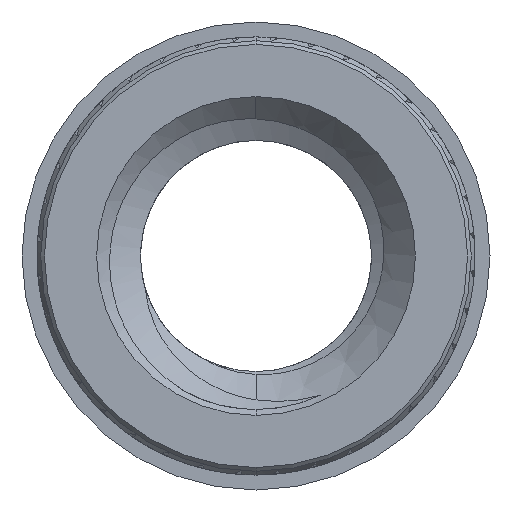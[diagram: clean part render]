
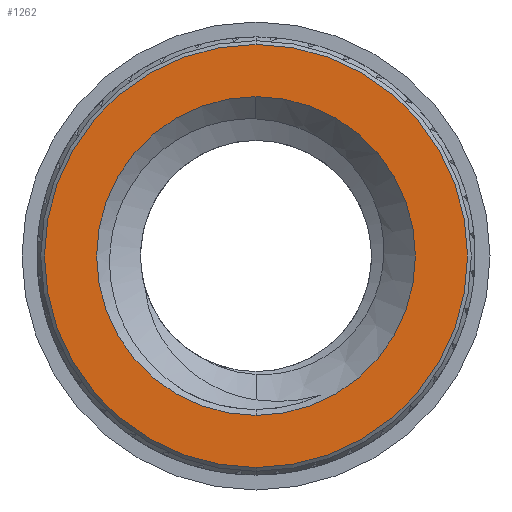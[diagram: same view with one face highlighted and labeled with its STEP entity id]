
A CAD part, front view. The second image highlights one B-rep face of the part: STEP entity #1262.
In plain terms, the highlighted planar face has unit normal (0, -1, 0).
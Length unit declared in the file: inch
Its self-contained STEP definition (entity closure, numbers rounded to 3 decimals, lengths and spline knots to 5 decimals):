
#436 = CIRCLE ( 'NONE', #11311, 0.113 ) ;
#512 = ORIENTED_EDGE ( 'NONE', *, *, #9158, .T. ) ;
#965 = CARTESIAN_POINT ( 'NONE',  ( 0., -0.185, 0. ) ) ;
#1250 = DIRECTION ( 'NONE',  ( 0., 1., 0. ) ) ;
#1262 = ADVANCED_FACE ( 'NONE', ( #3629, #4334 ), #3750, .F. ) ;
#1612 = CARTESIAN_POINT ( 'NONE',  ( 0., -0.185, 0. ) ) ;
#1863 = CARTESIAN_POINT ( 'NONE',  ( 0., -0.185, 0. ) ) ;
#2081 = DIRECTION ( 'NONE',  ( 0., 0., 1. ) ) ;
#2266 = DIRECTION ( 'NONE',  ( 0., 1., 0. ) ) ;
#2408 = AXIS2_PLACEMENT_3D ( 'NONE', #1612, #2722, #10397 ) ;
#2451 = VERTEX_POINT ( 'NONE', #9589 ) ;
#2722 = DIRECTION ( 'NONE',  ( 0., 1., 0. ) ) ;
#2974 = DIRECTION ( 'NONE',  ( 0., 0., 1. ) ) ;
#2996 = AXIS2_PLACEMENT_3D ( 'NONE', #8850, #2266, #9937 ) ;
#3393 = AXIS2_PLACEMENT_3D ( 'NONE', #1863, #9537, #2974 ) ;
#3629 = FACE_BOUND ( 'NONE', #11868, .T. ) ;
#3750 = PLANE ( 'NONE',  #2408 ) ;
#4334 = FACE_OUTER_BOUND ( 'NONE', #4584, .T. ) ;
#4584 = EDGE_LOOP ( 'NONE', ( #10301, #9221 ) ) ;
#5400 = CIRCLE ( 'NONE', #12077, 0.08514 ) ;
#6824 = ORIENTED_EDGE ( 'NONE', *, *, #8440, .T. ) ;
#7035 = CARTESIAN_POINT ( 'NONE',  ( 0., -0.185, 0.08514 ) ) ;
#7823 = CIRCLE ( 'NONE', #3393, 0.08514 ) ;
#7858 = CARTESIAN_POINT ( 'NONE',  ( 0., -0.185, 0. ) ) ;
#8440 = EDGE_CURVE ( 'NONE', #9945, #12045, #5400, .T. ) ;
#8678 = DIRECTION ( 'NONE',  ( 0., 1., 0. ) ) ;
#8850 = CARTESIAN_POINT ( 'NONE',  ( 0., -0.185, 0. ) ) ;
#8940 = DIRECTION ( 'NONE',  ( 0., 0., 1. ) ) ;
#9123 = CARTESIAN_POINT ( 'NONE',  ( 0., -0.185, -0.08514 ) ) ;
#9158 = EDGE_CURVE ( 'NONE', #12045, #9945, #7823, .T. ) ;
#9221 = ORIENTED_EDGE ( 'NONE', *, *, #13829, .F. ) ;
#9537 = DIRECTION ( 'NONE',  ( 0., 1., 0. ) ) ;
#9589 = CARTESIAN_POINT ( 'NONE',  ( 0., -0.185, 0.113 ) ) ;
#9937 = DIRECTION ( 'NONE',  ( 0., 0., 1. ) ) ;
#9945 = VERTEX_POINT ( 'NONE', #9123 ) ;
#10301 = ORIENTED_EDGE ( 'NONE', *, *, #13729, .F. ) ;
#10382 = VERTEX_POINT ( 'NONE', #13516 ) ;
#10397 = DIRECTION ( 'NONE',  ( 0., 0., 1. ) ) ;
#11311 = AXIS2_PLACEMENT_3D ( 'NONE', #965, #8678, #2081 ) ;
#11868 = EDGE_LOOP ( 'NONE', ( #6824, #512 ) ) ;
#12045 = VERTEX_POINT ( 'NONE', #7035 ) ;
#12077 = AXIS2_PLACEMENT_3D ( 'NONE', #7858, #1250, #8940 ) ;
#12447 = CIRCLE ( 'NONE', #2996, 0.113 ) ;
#13516 = CARTESIAN_POINT ( 'NONE',  ( 0., -0.185, -0.113 ) ) ;
#13729 = EDGE_CURVE ( 'NONE', #10382, #2451, #436, .T. ) ;
#13829 = EDGE_CURVE ( 'NONE', #2451, #10382, #12447, .T. ) ;
